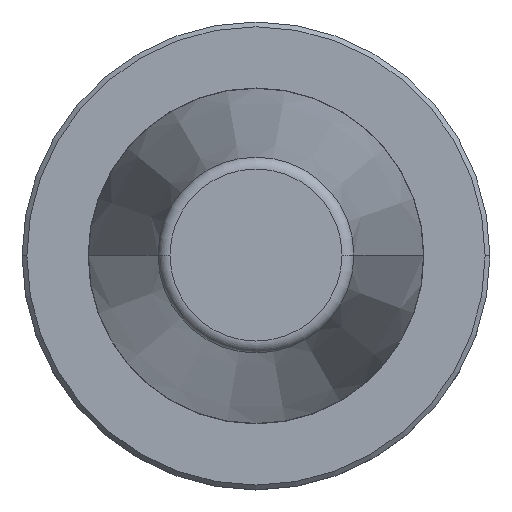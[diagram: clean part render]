
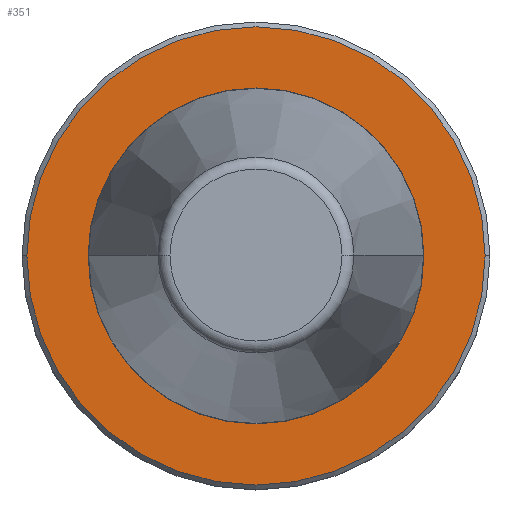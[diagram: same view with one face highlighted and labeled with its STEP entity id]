
A CAD part, top view. The second image highlights one B-rep face of the part: STEP entity #351.
In plain terms, the highlighted planar face has unit normal (0, 0, 1).
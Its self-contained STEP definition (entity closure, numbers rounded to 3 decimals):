
#17 = DIRECTION ( 'NONE',  ( 1., 0., 0. ) ) ;
#38 = EDGE_CURVE ( 'NONE', #1215, #173, #665, .T. ) ;
#69 = DIRECTION ( 'NONE',  ( 0., 0., 1. ) ) ;
#74 = FACE_OUTER_BOUND ( 'NONE', #1110, .T. ) ;
#98 = EDGE_LOOP ( 'NONE', ( #649, #480 ) ) ;
#147 = VERTEX_POINT ( 'NONE', #506 ) ;
#161 = DIRECTION ( 'NONE',  ( 0., 0., 1. ) ) ;
#173 = VERTEX_POINT ( 'NONE', #1057 ) ;
#181 = CARTESIAN_POINT ( 'NONE',  ( 0., 47.75, -3.2 ) ) ;
#224 = CARTESIAN_POINT ( 'NONE',  ( -47.75, 0., -3.2 ) ) ;
#272 = AXIS2_PLACEMENT_3D ( 'NONE', #1008, #1083, #1184 ) ;
#351 = ADVANCED_FACE ( 'NONE', ( #1005, #74 ), #816, .F. ) ;
#358 = EDGE_CURVE ( 'NONE', #1239, #147, #1172, .T. ) ;
#480 = ORIENTED_EDGE ( 'NONE', *, *, #951, .F. ) ;
#506 = CARTESIAN_POINT ( 'NONE',  ( -35., 0., -3.2 ) ) ;
#528 = DIRECTION ( 'NONE',  ( 1., 0., 0. ) ) ;
#541 = DIRECTION ( 'NONE',  ( -1., 0., 0. ) ) ;
#572 = AXIS2_PLACEMENT_3D ( 'NONE', #1181, #1073, #17 ) ;
#591 = CIRCLE ( 'NONE', #671, 47.75 ) ;
#634 = CARTESIAN_POINT ( 'NONE',  ( 35., 0., -3.2 ) ) ;
#649 = ORIENTED_EDGE ( 'NONE', *, *, #358, .F. ) ;
#665 = CIRCLE ( 'NONE', #572, 47.75 ) ;
#671 = AXIS2_PLACEMENT_3D ( 'NONE', #1130, #69, #528 ) ;
#705 = ORIENTED_EDGE ( 'NONE', *, *, #850, .T. ) ;
#762 = CIRCLE ( 'NONE', #272, 35. ) ;
#816 = PLANE ( 'NONE',  #883 ) ;
#821 = AXIS2_PLACEMENT_3D ( 'NONE', #941, #161, #947 ) ;
#850 = EDGE_CURVE ( 'NONE', #173, #1215, #591, .T. ) ;
#883 = AXIS2_PLACEMENT_3D ( 'NONE', #181, #1029, #541 ) ;
#941 = CARTESIAN_POINT ( 'NONE',  ( 0., 0., -3.2 ) ) ;
#947 = DIRECTION ( 'NONE',  ( 1., 0., 0. ) ) ;
#951 = EDGE_CURVE ( 'NONE', #147, #1239, #762, .T. ) ;
#968 = ORIENTED_EDGE ( 'NONE', *, *, #38, .T. ) ;
#1005 = FACE_BOUND ( 'NONE', #98, .T. ) ;
#1008 = CARTESIAN_POINT ( 'NONE',  ( 0., 0., -3.2 ) ) ;
#1029 = DIRECTION ( 'NONE',  ( 0., 0., -1. ) ) ;
#1057 = CARTESIAN_POINT ( 'NONE',  ( 47.75, 0., -3.2 ) ) ;
#1073 = DIRECTION ( 'NONE',  ( 0., 0., 1. ) ) ;
#1083 = DIRECTION ( 'NONE',  ( 0., 0., 1. ) ) ;
#1110 = EDGE_LOOP ( 'NONE', ( #968, #705 ) ) ;
#1130 = CARTESIAN_POINT ( 'NONE',  ( 0., 0., -3.2 ) ) ;
#1172 = CIRCLE ( 'NONE', #821, 35. ) ;
#1181 = CARTESIAN_POINT ( 'NONE',  ( 0., 0., -3.2 ) ) ;
#1184 = DIRECTION ( 'NONE',  ( 1., 0., 0. ) ) ;
#1215 = VERTEX_POINT ( 'NONE', #224 ) ;
#1239 = VERTEX_POINT ( 'NONE', #634 ) ;
